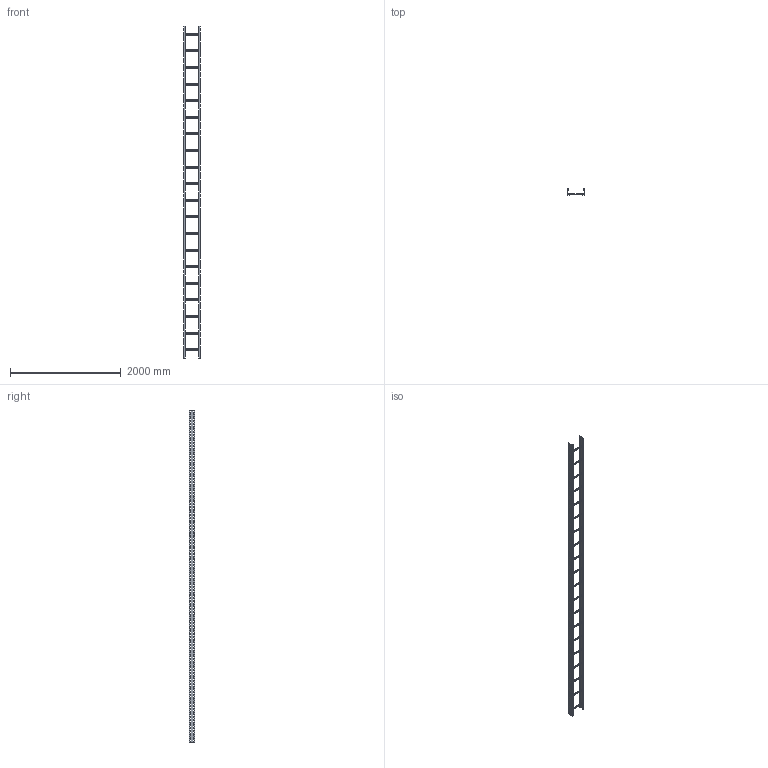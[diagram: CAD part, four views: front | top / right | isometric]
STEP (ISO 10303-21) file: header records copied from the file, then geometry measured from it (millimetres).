
FILE_DESCRIPTION((''),'2;1');
FILE_NAME('498530_PRT','2018-10-27T19:25:04',('tomasz.grudniewski'),(''),'CREO PARAMETRIC BY PTC INC, 2018260','CREO PARAMETRIC BY PTC INC, 2018260','');
FILE_SCHEMA(('CONFIG_CONTROL_DESIGN'));
Length unit declared in the file: millimetre
Products named in the file (1): 498530_PRT
Bounding box: 300 x 100 x 6000 mm (x, y, z)
Volume: 2894916 mm3; surface area: 3943016.2 mm2
Topology: 1 solids, 1 shells, 2316 faces, 7296 edges, 4784 vertices
Faces by surface type: plane 2144, cylinder 172
Entity records: 81478 total; most frequent: ORIENTED_EDGE 14592, CARTESIAN_POINT 14396, DIRECTION 12272, EDGE_CURVE 7296, VECTOR 6952, LINE 6952, VERTEX_POINT 4784, EDGE_LOOP 3276
